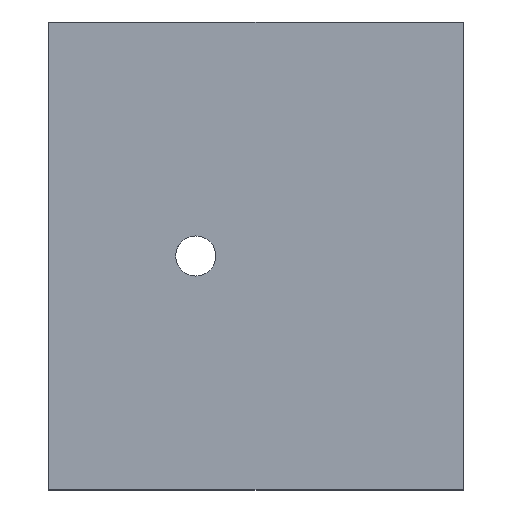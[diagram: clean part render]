
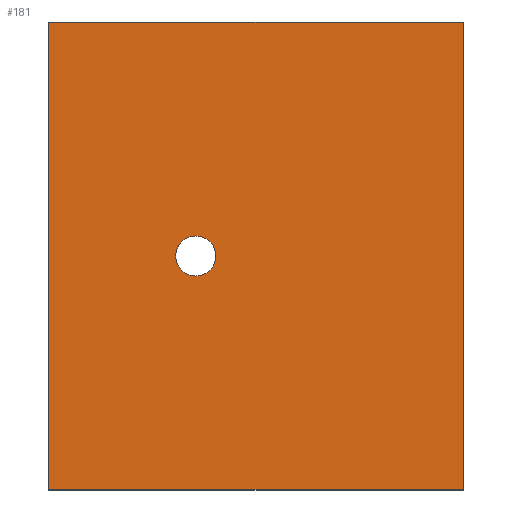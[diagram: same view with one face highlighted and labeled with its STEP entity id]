
A CAD part, top view. The second image highlights one B-rep face of the part: STEP entity #181.
In plain terms, the highlighted planar face has unit normal (0, 0, 1).
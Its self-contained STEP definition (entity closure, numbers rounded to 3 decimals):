
#71=CIRCLE('',#201,1.5);
#92=ORIENTED_EDGE('',*,*,#104,.T.);
#93=ORIENTED_EDGE('',*,*,#108,.T.);
#94=ORIENTED_EDGE('',*,*,#111,.T.);
#95=ORIENTED_EDGE('',*,*,#113,.T.);
#96=ORIENTED_EDGE('',*,*,#114,.F.);
#104=EDGE_CURVE('',#119,#118,#128,.T.);
#108=EDGE_CURVE('',#118,#121,#132,.T.);
#111=EDGE_CURVE('',#121,#123,#135,.T.);
#113=EDGE_CURVE('',#123,#119,#137,.T.);
#114=EDGE_CURVE('',#124,#124,#71,.T.);
#118=VERTEX_POINT('',#275);
#119=VERTEX_POINT('',#277);
#121=VERTEX_POINT('',#283);
#123=VERTEX_POINT('',#289);
#124=VERTEX_POINT('',#296);
#128=LINE('',#276,#140);
#132=LINE('',#284,#144);
#135=LINE('',#290,#147);
#137=LINE('',#293,#149);
#140=VECTOR('',#227,1000.);
#144=VECTOR('',#233,1000.);
#147=VECTOR('',#238,1000.);
#149=VECTOR('',#242,1000.);
#156=EDGE_LOOP('',(#92,#93,#94,#95));
#157=EDGE_LOOP('',(#96));
#166=FACE_BOUND('',#156,.T.);
#167=FACE_BOUND('',#157,.T.);
#174=PLANE('',#203);
#181=ADVANCED_FACE('',(#166,#167),#174,.T.);
#201=AXIS2_PLACEMENT_3D('',#295,#245,#246);
#203=AXIS2_PLACEMENT_3D('',#299,#249,#250);
#227=DIRECTION('',(0.,-1.,0.));
#233=DIRECTION('',(1.,0.,0.));
#238=DIRECTION('',(0.,1.,0.));
#242=DIRECTION('',(-1.,0.,0.));
#245=DIRECTION('',(0.,0.,1.));
#246=DIRECTION('',(1.,0.,0.));
#249=DIRECTION('',(0.,0.,1.));
#250=DIRECTION('',(1.,0.,0.));
#275=CARTESIAN_POINT('',(0.,0.,3.));
#276=CARTESIAN_POINT('',(0.,35.,3.));
#277=CARTESIAN_POINT('',(0.,35.,3.));
#283=CARTESIAN_POINT('',(31.,0.,3.));
#284=CARTESIAN_POINT('',(0.,0.,3.));
#289=CARTESIAN_POINT('',(31.,35.,3.));
#290=CARTESIAN_POINT('',(31.,0.,3.));
#293=CARTESIAN_POINT('',(31.,35.,3.));
#295=CARTESIAN_POINT('',(11.,17.5,3.));
#296=CARTESIAN_POINT('',(12.5,17.5,3.));
#299=CARTESIAN_POINT('',(11.,17.5,3.));
